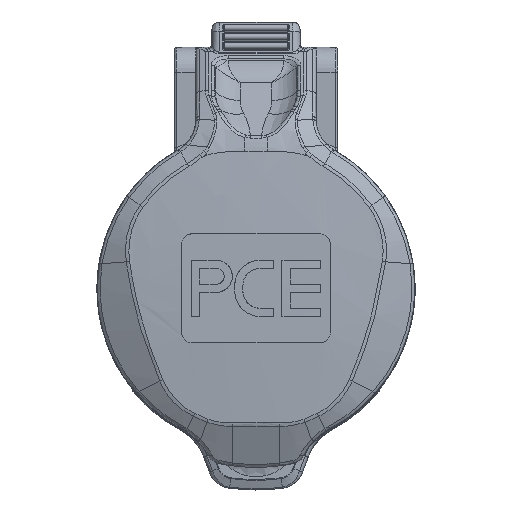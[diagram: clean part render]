
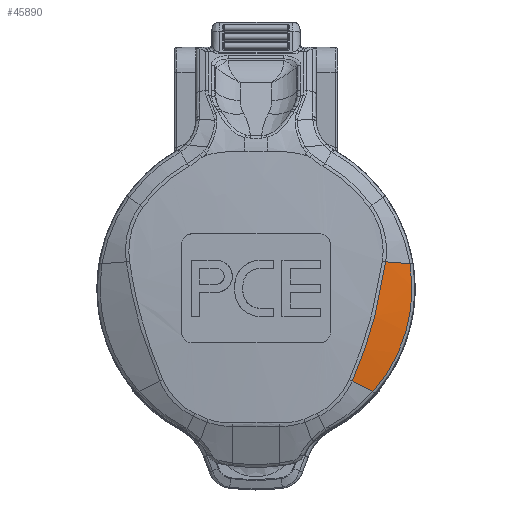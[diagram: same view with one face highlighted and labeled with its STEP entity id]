
A CAD part, top view. The second image highlights one B-rep face of the part: STEP entity #45890.
In plain terms, the highlighted conical face has half-angle 65 degrees and reference radius 69.031 mm.
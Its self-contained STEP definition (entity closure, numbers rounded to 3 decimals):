
#610 = CARTESIAN_POINT ( 'NONE',  ( 30.986, 2.647, 46.716 ) ) ;
#1057 = CARTESIAN_POINT ( 'NONE',  ( 26.089, -16.931, 46.591 ) ) ;
#6313 = ORIENTED_EDGE ( 'NONE', *, *, #19172, .F. ) ;
#7816 = CARTESIAN_POINT ( 'NONE',  ( 20.804, -14.637, 49.323 ) ) ;
#10483 = VECTOR ( 'NONE', #57932, 1000. ) ;
#10714 = CARTESIAN_POINT ( 'NONE',  ( 31.098, 0.385, 46.532 ) ) ;
#11155 = CARTESIAN_POINT ( 'NONE',  ( 23.263, -20.504, 47.056 ) ) ;
#15429 = VERTEX_POINT ( 'NONE', #80667 ) ;
#19172 = EDGE_CURVE ( 'NONE', #104737, #15429, #75231, .T. ) ;
#20765 = CARTESIAN_POINT ( 'NONE',  ( 30.764, -4.151, 46.303 ) ) ;
#22047 = EDGE_CURVE ( 'NONE', #111869, #124661, #102781, .T. ) ;
#23329 = ORIENTED_EDGE ( 'NONE', *, *, #99250, .T. ) ;
#27611 = EDGE_LOOP ( 'NONE', ( #23329, #78657, #54249, #6313 ) ) ;
#30851 = CARTESIAN_POINT ( 'NONE',  ( 30.117, -7.528, 46.233 ) ) ;
#34330 = CARTESIAN_POINT ( 'NONE',  ( 32.27, 4.778, 46.195 ) ) ;
#39619 = VECTOR ( 'NONE', #114479, 1000. ) ;
#40932 = CARTESIAN_POINT ( 'NONE',  ( 29.111, -10.781, 46.26 ) ) ;
#44856 = CARTESIAN_POINT ( 'NONE',  ( -36.557, 10.078, 46.195 ) ) ;
#45890 = ADVANCED_FACE ( 'NONE', ( #76137 ), #73004, .T. ) ;
#46646 = AXIS2_PLACEMENT_3D ( 'NONE', #44856, #94399, #104882 ) ;
#47812 = CARTESIAN_POINT ( 'NONE',  ( 24.907, -21.345, 46.195 ) ) ;
#49467 = CARTESIAN_POINT ( 'NONE',  ( 25.809, 5.275, 49.217 ) ) ;
#51029 = CARTESIAN_POINT ( 'NONE',  ( 28.228, -12.877, 46.336 ) ) ;
#54249 = ORIENTED_EDGE ( 'NONE', *, *, #109543, .T. ) ;
#57932 = DIRECTION ( 'NONE',  ( 0.807, -0.413, -0.423 ) ) ;
#61108 = CARTESIAN_POINT ( 'NONE',  ( 27.471, -14.418, 46.418 ) ) ;
#67379 = CARTESIAN_POINT ( 'NONE',  ( 25.809, 5.275, 49.217 ) ) ;
#67809 = CARTESIAN_POINT ( 'NONE',  ( 22.175, -10.762, 49.388 ) ) ;
#71109 = CARTESIAN_POINT ( 'NONE',  ( 24.778, -18.792, 46.791 ) ) ;
#73004 = CONICAL_SURFACE ( 'NONE', #46646, 69.031, 1.134 ) ;
#75231 = B_SPLINE_CURVE_WITH_KNOTS ( 'NONE', 3,
 ( #110561, #610, #10714, #80805, #20765, #90881, #30851, #100955, #40932, #111005, #51029, #121079, #61108, #1057, #71109, #11155 ),
 .UNSPECIFIED., .F., .F.,
 ( 4, 2, 2, 2, 2, 2, 2, 4 ),
 ( 0., 0.25, 0.375, 0.5, 0.625, 0.688, 0.75, 1. ),
 .UNSPECIFIED. ) ;
#76137 = FACE_OUTER_BOUND ( 'NONE', #27611, .T. ) ;
#77908 = CARTESIAN_POINT ( 'NONE',  ( 19.179, -18.416, 49.195 ) ) ;
#78657 = ORIENTED_EDGE ( 'NONE', *, *, #22047, .T. ) ;
#80667 = CARTESIAN_POINT ( 'NONE',  ( 23.263, -20.504, 47.056 ) ) ;
#80805 = CARTESIAN_POINT ( 'NONE',  ( 30.895, -3.015, 46.349 ) ) ;
#87839 = CARTESIAN_POINT ( 'NONE',  ( 30.62, 4.905, 46.967 ) ) ;
#90434 = LINE ( 'NONE', #47812, #10483 ) ;
#90881 = CARTESIAN_POINT ( 'NONE',  ( 30.373, -6.416, 46.245 ) ) ;
#94399 = DIRECTION ( 'NONE',  ( 0., 0., -1. ) ) ;
#99250 = EDGE_CURVE ( 'NONE', #104737, #111869, #119556, .T. ) ;
#100955 = CARTESIAN_POINT ( 'NONE',  ( 29.485, -9.711, 46.24 ) ) ;
#102781 = B_SPLINE_CURVE_WITH_KNOTS ( 'NONE', 3,
 ( #67379, #127393, #127843, #67809, #7816, #77908 ),
 .UNSPECIFIED., .F., .F.,
 ( 4, 2, 4 ),
 ( 0., 0.5, 1. ),
 .UNSPECIFIED. ) ;
#103568 = CARTESIAN_POINT ( 'NONE',  ( 19.179, -18.416, 49.195 ) ) ;
#104737 = VERTEX_POINT ( 'NONE', #87839 ) ;
#104882 = DIRECTION ( 'NONE',  ( 0., 1., 0. ) ) ;
#109543 = EDGE_CURVE ( 'NONE', #124661, #15429, #90434, .T. ) ;
#110561 = CARTESIAN_POINT ( 'NONE',  ( 30.62, 4.905, 46.967 ) ) ;
#111005 = CARTESIAN_POINT ( 'NONE',  ( 28.46, -12.357, 46.314 ) ) ;
#111869 = VERTEX_POINT ( 'NONE', #49467 ) ;
#114479 = DIRECTION ( 'NONE',  ( -0.904, 0.07, 0.423 ) ) ;
#119556 = LINE ( 'NONE', #34330, #39619 ) ;
#121079 = CARTESIAN_POINT ( 'NONE',  ( 27.734, -13.907, 46.388 ) ) ;
#124661 = VERTEX_POINT ( 'NONE', #103568 ) ;
#127393 = CARTESIAN_POINT ( 'NONE',  ( 25.237, 1.201, 49.337 ) ) ;
#127843 = CARTESIAN_POINT ( 'NONE',  ( 24.398, -2.822, 49.395 ) ) ;
